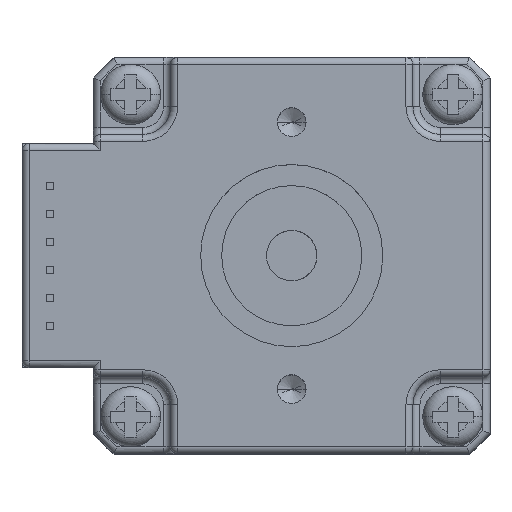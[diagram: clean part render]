
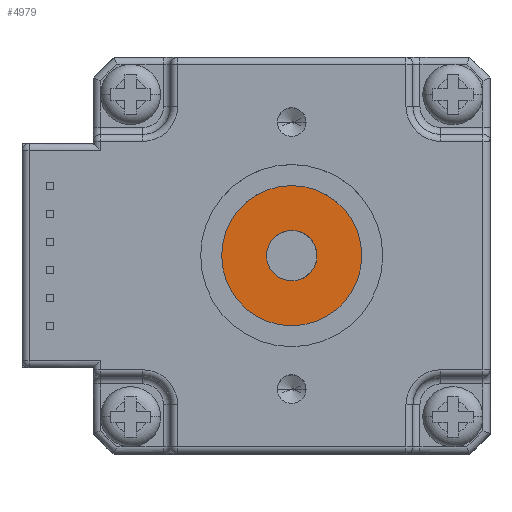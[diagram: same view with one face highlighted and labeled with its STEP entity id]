
A CAD part, top view. The second image highlights one B-rep face of the part: STEP entity #4979.
In plain terms, the highlighted planar face has unit normal (0, 0, 1).
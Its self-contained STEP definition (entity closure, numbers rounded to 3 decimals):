
#218 = DIRECTION ( 'NONE',  ( 1., 0., 0. ) ) ;
#403 = CARTESIAN_POINT ( 'NONE',  ( 14.15, -14.15, 29.5 ) ) ;
#589 = ORIENTED_EDGE ( 'NONE', *, *, #13168, .T. ) ;
#963 = CARTESIAN_POINT ( 'NONE',  ( 14.15, -14.15, 29.5 ) ) ;
#1459 = CIRCLE ( 'NONE', #2075, 5. ) ;
#1637 = DIRECTION ( 'NONE',  ( 1., 0., 0. ) ) ;
#1880 = CARTESIAN_POINT ( 'NONE',  ( 15.95, -14.15, 29.5 ) ) ;
#2075 = AXIS2_PLACEMENT_3D ( 'NONE', #6811, #15431, #8060 ) ;
#2199 = DIRECTION ( 'NONE',  ( 1., 0., 0. ) ) ;
#2610 = CARTESIAN_POINT ( 'NONE',  ( 9.15, -14.15, 29.5 ) ) ;
#4192 = EDGE_CURVE ( 'NONE', #15296, #5157, #6482, .T. ) ;
#4637 = EDGE_CURVE ( 'NONE', #15213, #13615, #1459, .T. ) ;
#4979 = ADVANCED_FACE ( 'NONE', ( #10880, #11247 ), #13741, .T. ) ;
#5157 = VERTEX_POINT ( 'NONE', #1880 ) ;
#5483 = ORIENTED_EDGE ( 'NONE', *, *, #11645, .F. ) ;
#5806 = ORIENTED_EDGE ( 'NONE', *, *, #4192, .F. ) ;
#5984 = CARTESIAN_POINT ( 'NONE',  ( 14.15, -14.15, 29.5 ) ) ;
#6390 = CARTESIAN_POINT ( 'NONE',  ( 14.15, -14.15, 29.5 ) ) ;
#6482 = CIRCLE ( 'NONE', #10096, 1.8 ) ;
#6811 = CARTESIAN_POINT ( 'NONE',  ( 14.15, -14.15, 29.5 ) ) ;
#7211 = DIRECTION ( 'NONE',  ( 1., 0., 0. ) ) ;
#7385 = AXIS2_PLACEMENT_3D ( 'NONE', #963, #9555, #2199 ) ;
#7610 = DIRECTION ( 'NONE',  ( 0., 0., 1. ) ) ;
#7878 = EDGE_LOOP ( 'NONE', ( #589, #8273 ) ) ;
#8060 = DIRECTION ( 'NONE',  ( 1., 0., 0. ) ) ;
#8273 = ORIENTED_EDGE ( 'NONE', *, *, #4637, .T. ) ;
#9019 = DIRECTION ( 'NONE',  ( 0., 0., 1. ) ) ;
#9555 = DIRECTION ( 'NONE',  ( 0., 0., 1. ) ) ;
#10096 = AXIS2_PLACEMENT_3D ( 'NONE', #5984, #14586, #7211 ) ;
#10834 = AXIS2_PLACEMENT_3D ( 'NONE', #6390, #7610, #218 ) ;
#10880 = FACE_BOUND ( 'NONE', #15525, .T. ) ;
#11247 = FACE_OUTER_BOUND ( 'NONE', #7878, .T. ) ;
#11564 = CIRCLE ( 'NONE', #14315, 5. ) ;
#11645 = EDGE_CURVE ( 'NONE', #5157, #15296, #12781, .T. ) ;
#12781 = CIRCLE ( 'NONE', #7385, 1.8 ) ;
#13168 = EDGE_CURVE ( 'NONE', #13615, #15213, #11564, .T. ) ;
#13615 = VERTEX_POINT ( 'NONE', #2610 ) ;
#13741 = PLANE ( 'NONE',  #10834 ) ;
#14315 = AXIS2_PLACEMENT_3D ( 'NONE', #403, #9019, #1637 ) ;
#14528 = CARTESIAN_POINT ( 'NONE',  ( 19.15, -14.15, 29.5 ) ) ;
#14586 = DIRECTION ( 'NONE',  ( 0., 0., 1. ) ) ;
#15213 = VERTEX_POINT ( 'NONE', #14528 ) ;
#15296 = VERTEX_POINT ( 'NONE', #15997 ) ;
#15431 = DIRECTION ( 'NONE',  ( 0., 0., 1. ) ) ;
#15525 = EDGE_LOOP ( 'NONE', ( #5806, #5483 ) ) ;
#15997 = CARTESIAN_POINT ( 'NONE',  ( 12.35, -14.15, 29.5 ) ) ;
